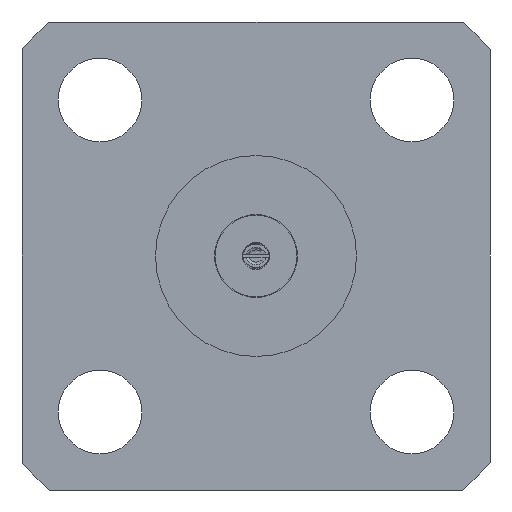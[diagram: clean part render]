
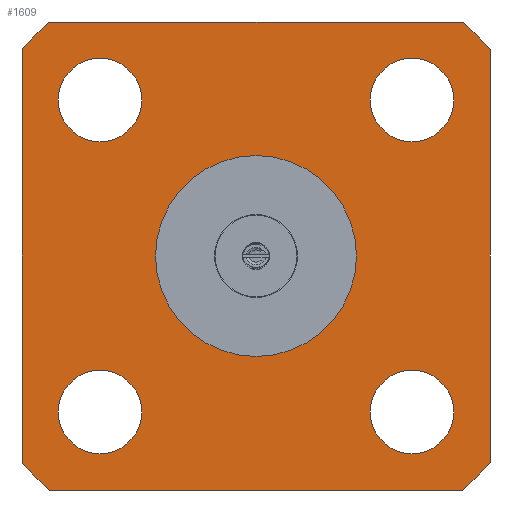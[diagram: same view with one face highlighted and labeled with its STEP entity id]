
A CAD part, left-side view. The second image highlights one B-rep face of the part: STEP entity #1609.
In plain terms, the highlighted planar face has unit normal (-1, 0, 0).
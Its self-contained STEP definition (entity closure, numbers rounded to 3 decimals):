
#59=LINE('',#2189,#95);
#60=LINE('',#2190,#96);
#61=LINE('',#2191,#97);
#62=LINE('',#2192,#98);
#95=VECTOR('',#1884,1000.);
#96=VECTOR('',#1885,1000.);
#97=VECTOR('',#1886,1000.);
#98=VECTOR('',#1887,1000.);
#120=PLANE('',#1709);
#256=ORIENTED_EDGE('',*,*,#570,.T.);
#257=ORIENTED_EDGE('',*,*,#571,.T.);
#258=ORIENTED_EDGE('',*,*,#572,.T.);
#259=ORIENTED_EDGE('',*,*,#573,.T.);
#260=ORIENTED_EDGE('',*,*,#574,.F.);
#261=ORIENTED_EDGE('',*,*,#575,.F.);
#262=ORIENTED_EDGE('',*,*,#560,.T.);
#263=ORIENTED_EDGE('',*,*,#576,.F.);
#264=ORIENTED_EDGE('',*,*,#566,.T.);
#265=ORIENTED_EDGE('',*,*,#577,.F.);
#266=ORIENTED_EDGE('',*,*,#569,.T.);
#267=ORIENTED_EDGE('',*,*,#578,.F.);
#268=ORIENTED_EDGE('',*,*,#562,.T.);
#560=EDGE_CURVE('',#717,#718,#824,.T.);
#562=EDGE_CURVE('',#720,#719,#825,.T.);
#566=EDGE_CURVE('',#721,#722,#826,.T.);
#569=EDGE_CURVE('',#723,#724,#827,.T.);
#570=EDGE_CURVE('',#725,#725,#828,.T.);
#571=EDGE_CURVE('',#726,#726,#829,.T.);
#572=EDGE_CURVE('',#727,#727,#830,.T.);
#573=EDGE_CURVE('',#728,#728,#831,.T.);
#574=EDGE_CURVE('',#729,#729,#832,.T.);
#575=EDGE_CURVE('',#717,#719,#59,.T.);
#576=EDGE_CURVE('',#721,#718,#60,.T.);
#577=EDGE_CURVE('',#723,#722,#61,.T.);
#578=EDGE_CURVE('',#720,#724,#62,.T.);
#717=VERTEX_POINT('',#2156);
#718=VERTEX_POINT('',#2158);
#719=VERTEX_POINT('',#2162);
#720=VERTEX_POINT('',#2164);
#721=VERTEX_POINT('',#2168);
#722=VERTEX_POINT('',#2170);
#723=VERTEX_POINT('',#2174);
#724=VERTEX_POINT('',#2176);
#725=VERTEX_POINT('',#2180);
#726=VERTEX_POINT('',#2182);
#727=VERTEX_POINT('',#2184);
#728=VERTEX_POINT('',#2186);
#729=VERTEX_POINT('',#2188);
#824=CIRCLE('',#1702,6.35);
#825=CIRCLE('',#1704,6.35);
#826=CIRCLE('',#1706,6.35);
#827=CIRCLE('',#1708,6.35);
#828=CIRCLE('',#1710,0.851);
#829=CIRCLE('',#1711,0.851);
#830=CIRCLE('',#1712,0.851);
#831=CIRCLE('',#1713,0.851);
#832=CIRCLE('',#1714,2.045);
#874=EDGE_LOOP('',(#256));
#875=EDGE_LOOP('',(#257));
#876=EDGE_LOOP('',(#258));
#877=EDGE_LOOP('',(#259));
#878=EDGE_LOOP('',(#260));
#879=EDGE_LOOP('',(#261,#262,#263,#264,#265,#266,#267,#268));
#980=FACE_BOUND('',#874,.T.);
#981=FACE_BOUND('',#875,.T.);
#982=FACE_BOUND('',#876,.T.);
#983=FACE_BOUND('',#877,.T.);
#984=FACE_BOUND('',#878,.T.);
#985=FACE_BOUND('',#879,.T.);
#1609=ADVANCED_FACE('',(#980,#981,#982,#983,#984,#985),#120,.F.);
#1702=AXIS2_PLACEMENT_3D('',#2159,#1852,#1853);
#1704=AXIS2_PLACEMENT_3D('',#2163,#1857,#1858);
#1706=AXIS2_PLACEMENT_3D('',#2171,#1864,#1865);
#1708=AXIS2_PLACEMENT_3D('',#2177,#1870,#1871);
#1709=AXIS2_PLACEMENT_3D('',#2178,#1872,#1873);
#1710=AXIS2_PLACEMENT_3D('',#2179,#1874,#1875);
#1711=AXIS2_PLACEMENT_3D('',#2181,#1876,#1877);
#1712=AXIS2_PLACEMENT_3D('',#2183,#1878,#1879);
#1713=AXIS2_PLACEMENT_3D('',#2185,#1880,#1881);
#1714=AXIS2_PLACEMENT_3D('',#2187,#1882,#1883);
#1852=DIRECTION('',(-1.,0.,0.));
#1853=DIRECTION('',(0.,0.,1.));
#1857=DIRECTION('',(-1.,0.,0.));
#1858=DIRECTION('',(0.,0.,1.));
#1864=DIRECTION('',(-1.,0.,0.));
#1865=DIRECTION('',(0.,0.,1.));
#1870=DIRECTION('',(-1.,0.,0.));
#1871=DIRECTION('',(0.,0.,1.));
#1872=DIRECTION('',(1.,0.,0.));
#1873=DIRECTION('',(0.,0.,-1.));
#1874=DIRECTION('',(1.,0.,0.));
#1875=DIRECTION('',(0.,0.,-1.));
#1876=DIRECTION('',(1.,0.,0.));
#1877=DIRECTION('',(0.,0.,-1.));
#1878=DIRECTION('',(1.,0.,0.));
#1879=DIRECTION('',(0.,0.,-1.));
#1880=DIRECTION('',(1.,0.,0.));
#1881=DIRECTION('',(0.,0.,-1.));
#1882=DIRECTION('',(-1.,0.,0.));
#1883=DIRECTION('',(0.,0.,1.));
#1884=DIRECTION('',(0.,-1.,0.));
#1885=DIRECTION('',(0.,0.,1.));
#1886=DIRECTION('',(0.,1.,0.));
#1887=DIRECTION('',(0.,0.,-1.));
#2156=CARTESIAN_POINT('',(-7.62,4.2,4.763));
#2158=CARTESIAN_POINT('',(-7.62,4.763,4.2));
#2159=CARTESIAN_POINT('',(-7.62,0.,0.));
#2162=CARTESIAN_POINT('',(-7.62,-4.2,4.763));
#2163=CARTESIAN_POINT('',(-7.62,0.,0.));
#2164=CARTESIAN_POINT('',(-7.62,-4.763,4.2));
#2168=CARTESIAN_POINT('',(-7.62,4.763,-4.2));
#2170=CARTESIAN_POINT('',(-7.62,4.2,-4.763));
#2171=CARTESIAN_POINT('',(-7.62,0.,0.));
#2174=CARTESIAN_POINT('',(-7.62,-4.2,-4.763));
#2176=CARTESIAN_POINT('',(-7.62,-4.763,-4.2));
#2177=CARTESIAN_POINT('',(-7.62,0.,0.));
#2178=CARTESIAN_POINT('',(-7.62,0.,2.045));
#2179=CARTESIAN_POINT('',(-7.62,3.175,-3.175));
#2180=CARTESIAN_POINT('',(-7.62,3.175,-4.026));
#2181=CARTESIAN_POINT('',(-7.62,3.175,3.175));
#2182=CARTESIAN_POINT('',(-7.62,3.175,2.324));
#2183=CARTESIAN_POINT('',(-7.62,-3.175,-3.175));
#2184=CARTESIAN_POINT('',(-7.62,-3.175,-4.026));
#2185=CARTESIAN_POINT('',(-7.62,-3.175,3.175));
#2186=CARTESIAN_POINT('',(-7.62,-3.175,2.324));
#2187=CARTESIAN_POINT('',(-7.62,0.,0.));
#2188=CARTESIAN_POINT('',(-7.62,0.,2.045));
#2189=CARTESIAN_POINT('',(-7.62,0.,4.763));
#2190=CARTESIAN_POINT('',(-7.62,4.763,2.045));
#2191=CARTESIAN_POINT('',(-7.62,0.,-4.763));
#2192=CARTESIAN_POINT('',(-7.62,-4.763,2.045));
